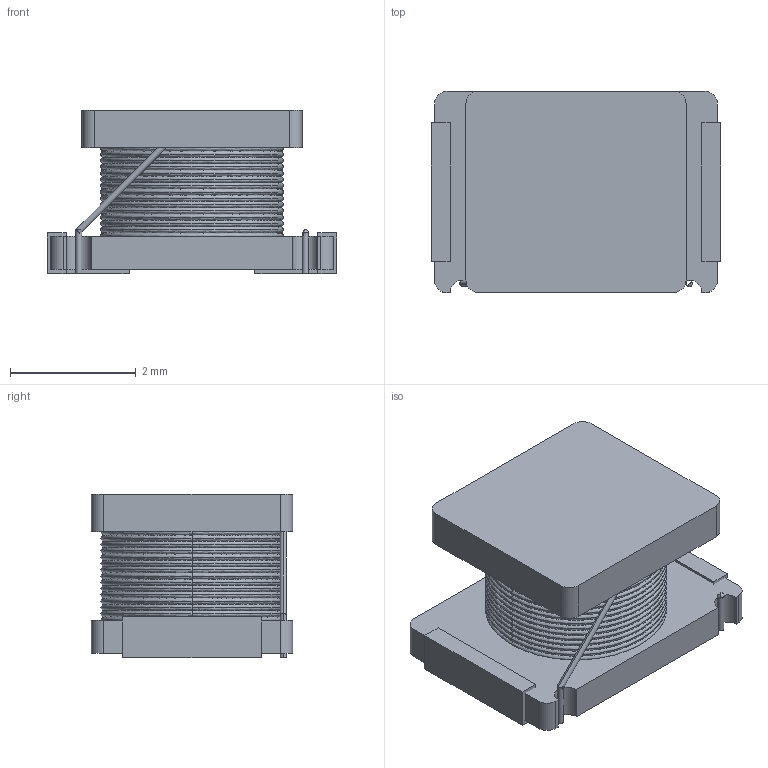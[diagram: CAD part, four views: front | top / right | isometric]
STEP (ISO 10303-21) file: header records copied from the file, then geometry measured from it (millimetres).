
FILE_DESCRIPTION (( 'STEP AP214' ), '1' );
FILE_NAME ('User Library-lqh4c 1812.STEP', '2018-05-19T15:06:20', ( '' ), ( '' ), 'SwSTEP 2.0', 'SolidWorks 2018', '' );
FILE_SCHEMA (( 'AUTOMOTIVE_DESIGN' ));
Length unit declared in the file: millimetre
Products named in the file (26): User Library-lqh4c 1812_Torus005; User Library-lqh4c 1812_Torus010; User Library-lqh4c 1812_Torus003; User Library-lqh4c 1812_Torus; User Library-lqh4c 1812_Torus002; User Library-lqh4c 1812_Cube004; User Library-lqh4c 1812_Torus008; User Library-lqh4c 1812_Fillet001; User Library-lqh4c 1812_Cube005; User Library-lqh4c 1812_Torus004; User Library-lqh4c 1812_Torus011; User Library-lqh4c 1812_Torus013; User Library-lqh4c 1812_Cylinder002; User Library-lqh4c 1812_Cube002; User Library-lqh4c 1812_Fillet002; User Library-lqh4c 1812_Torus014; User Library-lqh4c 1812_Cut002; User Library-lqh4c 1812_Torus001; User Library-lqh4c 1812_Cylinder004; User Library-lqh4c 1812_Cube003; User Library-lqh4c 1812_Torus009; User Library-lqh4c 1812_Cylinder003; User Library-lqh4c 1812_Torus007; User Library-lqh4c 1812_Torus006; User Library-lqh4c 1812; User Library-lqh4c 1812_Torus012
Assembly tree (25 placements, depth 2):
  User Library-lqh4c 1812
    User Library-lqh4c 1812_Torus
    User Library-lqh4c 1812_Torus001
    User Library-lqh4c 1812_Torus002
    User Library-lqh4c 1812_Torus003
    User Library-lqh4c 1812_Torus004
    User Library-lqh4c 1812_Torus005
    User Library-lqh4c 1812_Torus006
    User Library-lqh4c 1812_Torus007
    User Library-lqh4c 1812_Torus008
    User Library-lqh4c 1812_Torus009
    User Library-lqh4c 1812_Torus010
    User Library-lqh4c 1812_Torus011
    User Library-lqh4c 1812_Torus012
    User Library-lqh4c 1812_Torus013
    User Library-lqh4c 1812_Torus014
    User Library-lqh4c 1812_Fillet001
    User Library-lqh4c 1812_Cube002
    User Library-lqh4c 1812_Cube003
    User Library-lqh4c 1812_Cube004
    User Library-lqh4c 1812_Cube005
    User Library-lqh4c 1812_Cylinder002
    User Library-lqh4c 1812_Cylinder003
    User Library-lqh4c 1812_Cylinder004
    User Library-lqh4c 1812_Fillet002
    User Library-lqh4c 1812_Cut002
Bounding box: 4.6 x 3.2 x 2.6 mm (x, y, z)
Volume: 17.5 mm3; surface area: 131.2 mm2
Topology: 22 solids, 25 shells, 116 faces, 250 edges, 146 vertices
Faces by surface type: bspline 61, plane 38, cylinder 17
Entity records: 6242 total; most frequent: CARTESIAN_POINT 1454, DIRECTION 570, ORIENTED_EDGE 484, EDGE_CURVE 248, AXIS2_PLACEMENT_3D 238, UNCERTAINTY_MEASURE_WITH_UNIT 189, MECHANICAL_DESIGN_GEOMETRIC_PRESENTATION_REPRESENTATION 163, PRESENTATION_LAYER_ASSIGNMENT 163
